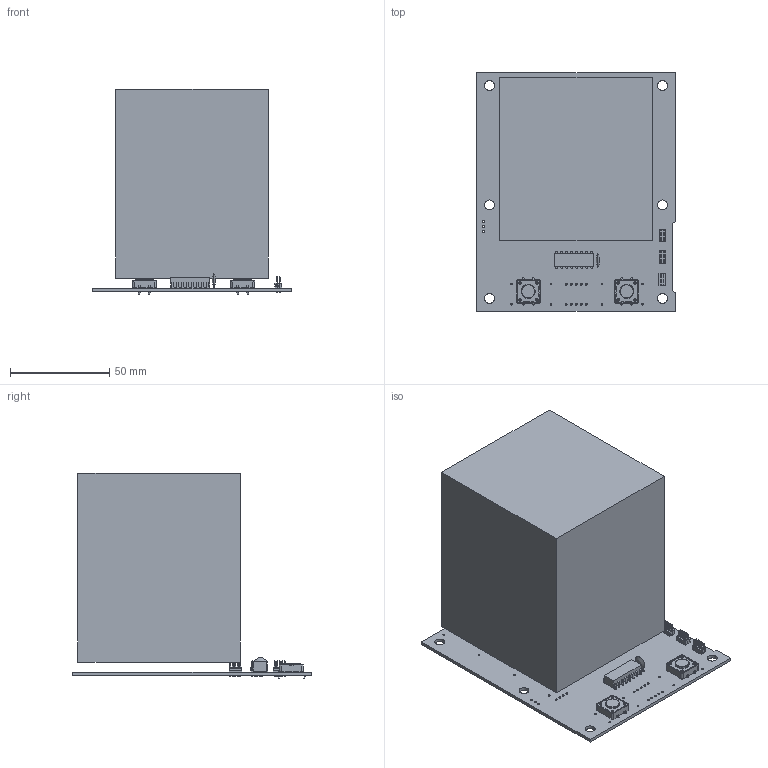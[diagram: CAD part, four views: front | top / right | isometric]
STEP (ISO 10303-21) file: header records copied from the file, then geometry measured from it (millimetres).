
FILE_DESCRIPTION(('Open CASCADE Model'),'2;1');
FILE_NAME('Open CASCADE Shape Model','2019-04-30T21:41:07',('Author'),( 'Open CASCADE'),'Open CASCADE STEP processor 6.5','Open CASCADE 6.5' ,'Unknown');
FILE_SCHEMA(('AUTOMOTIVE_DESIGN { 1 0 10303 214 1 1 1 1 }'));
Length unit declared in the file: millimetre
Products named in the file (30): PCB; BoardMain; U1Main; 1844749536; Extruded; 1660144304; 1844751968; 1844751584; C1Main; User_Library-Ceramic_Disc_Capacitor_0_2in_pitch; LedCube1Main; 1844752480; P2Main; FTSH-105-01-L-D_2_03; _FTSH-105-01-L-D_body; _FTSH-105-01-L-D_pins1; _FTSH-105-01-L-D_pins2; P3Main; SW2Main; 4304x60xx7x6; frame; cover; pins; SW1Main; P1Main
Assembly tree (77 placements, depth 4):
  PCB
    BoardMain
    U1Main
      1844749536
        Extruded
      1660144304  x16
        Extruded
      1844751968  x16
        Extruded
      1844751584  x16
        Extruded
    C1Main
      User_Library-Ceramic_Disc_Capacitor_0_2in_pitch
    LedCube1Main
      1844752480
        Extruded
    P2Main
      FTSH-105-01-L-D_2_03
        _FTSH-105-01-L-D_body
        _FTSH-105-01-L-D_pins1
        _FTSH-105-01-L-D_pins2
    P3Main
      FTSH-105-01-L-D_2_03
        _FTSH-105-01-L-D_body
        _FTSH-105-01-L-D_pins1
        _FTSH-105-01-L-D_pins2
    SW2Main
      4304x60xx7x6
        frame
        cover
        pins
        pins
    SW1Main
      4304x60xx7x6
        frame
        cover
        pins
        pins
    P1Main
      FTSH-105-01-L-D_2_03
        _FTSH-105-01-L-D_body
        _FTSH-105-01-L-D_pins1
        _FTSH-105-01-L-D_pins2
Bounding box: 100 x 120 x 103.39 mm (x, y, z)
Volume: 616985.4 mm3; surface area: 70591 mm2
Topology: 69 solids, 69 shells, 1342 faces, 3450 edges, 2262 vertices
Faces by surface type: plane 1110, cylinder 210, bspline 18, sphere 2, torus 2
Full cylindrical faces by diameter (mm): 0.61 x30, 0.762 x10, 0.9 x16, 1 x46, 1.016 x3, 1.2 x8, 5 x6, 7 x2, 7.1 x2
Entity records: 40723 total; most frequent: CARTESIAN_POINT 9934, DIRECTION 5356, LINE 3230, VECTOR 3230, ORIENTED_EDGE 2830, PCURVE 2830, DEFINITIONAL_REPRESENTATION 2830, EDGE_CURVE 1415
